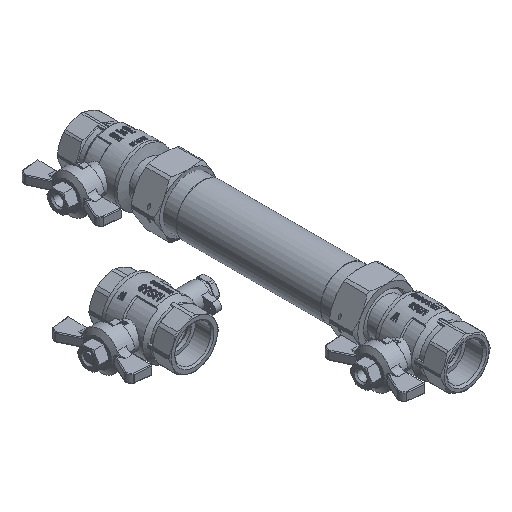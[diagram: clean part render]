
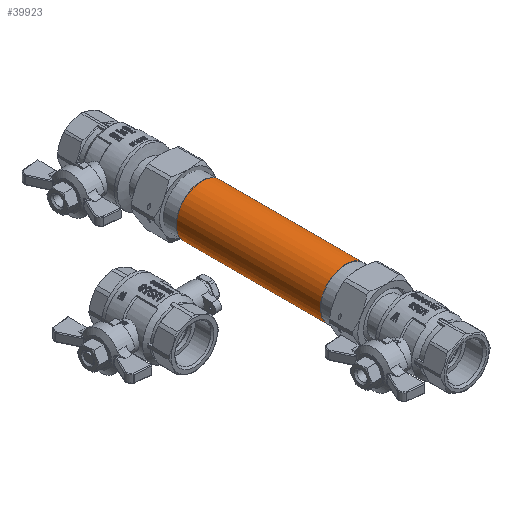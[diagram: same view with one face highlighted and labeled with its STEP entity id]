
A CAD part, isometric view. The second image highlights one B-rep face of the part: STEP entity #39923.
In plain terms, the highlighted cylindrical face has radius 16.85 mm (diameter 33.7 mm), a full revolution.
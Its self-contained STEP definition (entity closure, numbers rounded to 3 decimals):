
#10239=ORIENTED_EDGE('',*,*,#22885,.T.);
#10240=ORIENTED_EDGE('',*,*,#22886,.F.);
#22885=EDGE_CURVE('',#29208,#29208,#33455,.T.);
#22886=EDGE_CURVE('',#29209,#29209,#33456,.T.);
#29208=VERTEX_POINT('',#62484);
#29209=VERTEX_POINT('',#62486);
#33455=CIRCLE('',#42346,16.85);
#33456=CIRCLE('',#42347,16.85);
#34286=EDGE_LOOP('',(#10239));
#34287=EDGE_LOOP('',(#10240));
#36893=FACE_BOUND('',#34286,.T.);
#36894=FACE_BOUND('',#34287,.T.);
#39501=CYLINDRICAL_SURFACE('',#42345,16.85);
#39923=ADVANCED_FACE('',(#36893,#36894),#39501,.T.);
#42345=AXIS2_PLACEMENT_3D('',#62482,#48223,#48224);
#42346=AXIS2_PLACEMENT_3D('',#62483,#48225,#48226);
#42347=AXIS2_PLACEMENT_3D('',#62485,#48227,#48228);
#48223=DIRECTION('',(0.,1.,0.));
#48224=DIRECTION('',(0.,0.,1.));
#48225=DIRECTION('',(0.,1.,0.));
#48226=DIRECTION('',(1.,0.,0.));
#48227=DIRECTION('',(0.,1.,0.));
#48228=DIRECTION('',(0.,0.,-1.));
#62482=CARTESIAN_POINT('',(0.,-65.,0.));
#62483=CARTESIAN_POINT('',(0.,-48.,0.));
#62484=CARTESIAN_POINT('',(16.85,-48.,0.));
#62485=CARTESIAN_POINT('',(0.,48.,0.));
#62486=CARTESIAN_POINT('',(0.,48.,-16.85));
